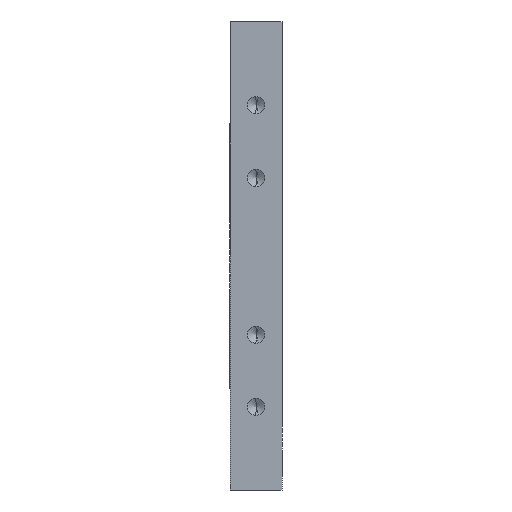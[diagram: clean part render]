
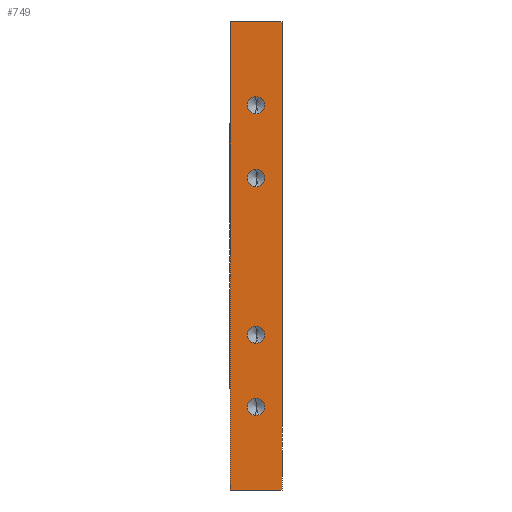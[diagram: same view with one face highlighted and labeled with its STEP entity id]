
A CAD part, left-side view. The second image highlights one B-rep face of the part: STEP entity #749.
In plain terms, the highlighted planar face has unit normal (-1, 0, 0).
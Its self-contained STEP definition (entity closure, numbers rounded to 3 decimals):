
#8 = ORIENTED_EDGE ( 'NONE', *, *, #98, .F. ) ;
#33 = ORIENTED_EDGE ( 'NONE', *, *, #481, .F. ) ;
#37 = DIRECTION ( 'NONE',  ( 0., 0., 1. ) ) ;
#66 = CARTESIAN_POINT ( 'NONE',  ( 0., 5., 45. ) ) ;
#74 = DIRECTION ( 'NONE',  ( 0., 0., 1. ) ) ;
#90 = CIRCLE ( 'NONE', #419, 1.65 ) ;
#96 = DIRECTION ( 'NONE',  ( 0., -1., 0. ) ) ;
#98 = EDGE_CURVE ( 'NONE', #411, #1311, #1102, .T. ) ;
#121 = AXIS2_PLACEMENT_3D ( 'NONE', #159, #1985, #931 ) ;
#159 = CARTESIAN_POINT ( 'NONE',  ( 0., 0., 29. ) ) ;
#182 = VECTOR ( 'NONE', #230, 1000. ) ;
#183 = DIRECTION ( 'NONE',  ( 0., 0., 1. ) ) ;
#191 = CIRCLE ( 'NONE', #754, 1.65 ) ;
#196 = DIRECTION ( 'NONE',  ( 0., 0., 1. ) ) ;
#225 = FACE_BOUND ( 'NONE', #568, .T. ) ;
#230 = DIRECTION ( 'NONE',  ( 0., 0., -1. ) ) ;
#247 = VERTEX_POINT ( 'NONE', #1455 ) ;
#283 = ORIENTED_EDGE ( 'NONE', *, *, #1564, .F. ) ;
#301 = ORIENTED_EDGE ( 'NONE', *, *, #1782, .F. ) ;
#315 = EDGE_CURVE ( 'NONE', #247, #532, #707, .T. ) ;
#325 = DIRECTION ( 'NONE',  ( 0., 0., 1. ) ) ;
#331 = LINE ( 'NONE', #1607, #182 ) ;
#339 = CARTESIAN_POINT ( 'NONE',  ( 0., 0., -16.777 ) ) ;
#349 = CARTESIAN_POINT ( 'NONE',  ( 0., 5., 35. ) ) ;
#351 = EDGE_LOOP ( 'NONE', ( #1690, #1444 ) ) ;
#396 = EDGE_CURVE ( 'NONE', #532, #247, #1795, .T. ) ;
#398 = DIRECTION ( 'NONE',  ( 0., 0., 1. ) ) ;
#404 = ORIENTED_EDGE ( 'NONE', *, *, #468, .F. ) ;
#411 = VERTEX_POINT ( 'NONE', #451 ) ;
#419 = AXIS2_PLACEMENT_3D ( 'NONE', #1938, #1036, #398 ) ;
#442 = EDGE_CURVE ( 'NONE', #1861, #411, #752, .T. ) ;
#451 = CARTESIAN_POINT ( 'NONE',  ( 0., 5., -45. ) ) ;
#455 = CARTESIAN_POINT ( 'NONE',  ( 0., 0., 16.65 ) ) ;
#468 = EDGE_CURVE ( 'NONE', #606, #541, #1026, .T. ) ;
#481 = EDGE_CURVE ( 'NONE', #522, #1189, #191, .T. ) ;
#483 = VERTEX_POINT ( 'NONE', #790 ) ;
#504 = EDGE_CURVE ( 'NONE', #541, #606, #1362, .T. ) ;
#509 = VERTEX_POINT ( 'NONE', #935 ) ;
#516 = DIRECTION ( 'NONE',  ( -1., 0., 0. ) ) ;
#522 = VERTEX_POINT ( 'NONE', #958 ) ;
#524 = DIRECTION ( 'NONE',  ( 1., 0., 0. ) ) ;
#528 = FACE_OUTER_BOUND ( 'NONE', #1053, .T. ) ;
#532 = VERTEX_POINT ( 'NONE', #1106 ) ;
#541 = VERTEX_POINT ( 'NONE', #339 ) ;
#568 = EDGE_LOOP ( 'NONE', ( #301, #611 ) ) ;
#601 = EDGE_LOOP ( 'NONE', ( #721, #33 ) ) ;
#606 = VERTEX_POINT ( 'NONE', #1294 ) ;
#611 = ORIENTED_EDGE ( 'NONE', *, *, #1437, .F. ) ;
#656 = EDGE_CURVE ( 'NONE', #1311, #509, #1325, .T. ) ;
#668 = FACE_BOUND ( 'NONE', #351, .T. ) ;
#674 = ORIENTED_EDGE ( 'NONE', *, *, #442, .F. ) ;
#684 = VECTOR ( 'NONE', #183, 1000. ) ;
#685 = DIRECTION ( 'NONE',  ( 0., 0., -1. ) ) ;
#707 = CIRCLE ( 'NONE', #121, 1.65 ) ;
#721 = ORIENTED_EDGE ( 'NONE', *, *, #1643, .F. ) ;
#727 = AXIS2_PLACEMENT_3D ( 'NONE', #1914, #1609, #74 ) ;
#748 = DIRECTION ( 'NONE',  ( -1., 0., 0. ) ) ;
#749 = ADVANCED_FACE ( 'NONE', ( #225, #1804, #1158, #668, #528 ), #1927, .F. ) ;
#752 = LINE ( 'NONE', #777, #1889 ) ;
#754 = AXIS2_PLACEMENT_3D ( 'NONE', #1119, #783, #1099 ) ;
#773 = CARTESIAN_POINT ( 'NONE',  ( 0., 5., 45. ) ) ;
#777 = CARTESIAN_POINT ( 'NONE',  ( 0., 5., -45. ) ) ;
#783 = DIRECTION ( 'NONE',  ( -1., 0., 0. ) ) ;
#790 = CARTESIAN_POINT ( 'NONE',  ( 0., 0., 13.35 ) ) ;
#810 = ORIENTED_EDGE ( 'NONE', *, *, #504, .F. ) ;
#817 = DIRECTION ( 'NONE',  ( -1., 0., 0. ) ) ;
#837 = AXIS2_PLACEMENT_3D ( 'NONE', #954, #516, #37 ) ;
#838 = AXIS2_PLACEMENT_3D ( 'NONE', #1400, #1268, #1281 ) ;
#890 = CIRCLE ( 'NONE', #727, 1.65 ) ;
#919 = EDGE_LOOP ( 'NONE', ( #404, #810 ) ) ;
#931 = DIRECTION ( 'NONE',  ( 0., 0., 1. ) ) ;
#935 = CARTESIAN_POINT ( 'NONE',  ( 0., -5., 45. ) ) ;
#948 = VERTEX_POINT ( 'NONE', #455 ) ;
#954 = CARTESIAN_POINT ( 'NONE',  ( 0., 0., 15. ) ) ;
#958 = CARTESIAN_POINT ( 'NONE',  ( 0., 0., -30.65 ) ) ;
#1011 = CARTESIAN_POINT ( 'NONE',  ( 0., -5., -45. ) ) ;
#1018 = AXIS2_PLACEMENT_3D ( 'NONE', #1462, #524, #685 ) ;
#1026 = CIRCLE ( 'NONE', #838, 1.65 ) ;
#1036 = DIRECTION ( 'NONE',  ( -1., 0., 0. ) ) ;
#1044 = AXIS2_PLACEMENT_3D ( 'NONE', #1736, #817, #196 ) ;
#1053 = EDGE_LOOP ( 'NONE', ( #8, #674, #283, #1111 ) ) ;
#1079 = CARTESIAN_POINT ( 'NONE',  ( 0., 0., -27.35 ) ) ;
#1099 = DIRECTION ( 'NONE',  ( 0., 0., 1. ) ) ;
#1102 = LINE ( 'NONE', #349, #684 ) ;
#1106 = CARTESIAN_POINT ( 'NONE',  ( 0., 0., 30.65 ) ) ;
#1111 = ORIENTED_EDGE ( 'NONE', *, *, #656, .F. ) ;
#1119 = CARTESIAN_POINT ( 'NONE',  ( 0., 0., -29. ) ) ;
#1158 = FACE_BOUND ( 'NONE', #601, .T. ) ;
#1189 = VERTEX_POINT ( 'NONE', #1079 ) ;
#1250 = DIRECTION ( 'NONE',  ( 0., 1., 0. ) ) ;
#1268 = DIRECTION ( 'NONE',  ( -1., 0., 0. ) ) ;
#1281 = DIRECTION ( 'NONE',  ( 0., 0., 1. ) ) ;
#1294 = CARTESIAN_POINT ( 'NONE',  ( 0., 0., -13.477 ) ) ;
#1311 = VERTEX_POINT ( 'NONE', #773 ) ;
#1325 = LINE ( 'NONE', #66, #1570 ) ;
#1362 = CIRCLE ( 'NONE', #1044, 1.65 ) ;
#1370 = CARTESIAN_POINT ( 'NONE',  ( 0., 0., 29. ) ) ;
#1400 = CARTESIAN_POINT ( 'NONE',  ( 0., 0., -15.127 ) ) ;
#1437 = EDGE_CURVE ( 'NONE', #483, #948, #1808, .T. ) ;
#1444 = ORIENTED_EDGE ( 'NONE', *, *, #315, .F. ) ;
#1455 = CARTESIAN_POINT ( 'NONE',  ( 0., 0., 27.35 ) ) ;
#1462 = CARTESIAN_POINT ( 'NONE',  ( 0., 0., 0. ) ) ;
#1465 = AXIS2_PLACEMENT_3D ( 'NONE', #1370, #748, #325 ) ;
#1564 = EDGE_CURVE ( 'NONE', #509, #1861, #331, .T. ) ;
#1570 = VECTOR ( 'NONE', #96, 1000. ) ;
#1607 = CARTESIAN_POINT ( 'NONE',  ( 0., -5., 35. ) ) ;
#1609 = DIRECTION ( 'NONE',  ( -1., 0., 0. ) ) ;
#1643 = EDGE_CURVE ( 'NONE', #1189, #522, #890, .T. ) ;
#1690 = ORIENTED_EDGE ( 'NONE', *, *, #396, .F. ) ;
#1736 = CARTESIAN_POINT ( 'NONE',  ( 0., 0., -15.127 ) ) ;
#1782 = EDGE_CURVE ( 'NONE', #948, #483, #90, .T. ) ;
#1795 = CIRCLE ( 'NONE', #1465, 1.65 ) ;
#1804 = FACE_BOUND ( 'NONE', #919, .T. ) ;
#1808 = CIRCLE ( 'NONE', #837, 1.65 ) ;
#1861 = VERTEX_POINT ( 'NONE', #1011 ) ;
#1889 = VECTOR ( 'NONE', #1250, 1000. ) ;
#1914 = CARTESIAN_POINT ( 'NONE',  ( 0., 0., -29. ) ) ;
#1927 = PLANE ( 'NONE',  #1018 ) ;
#1938 = CARTESIAN_POINT ( 'NONE',  ( 0., 0., 15. ) ) ;
#1985 = DIRECTION ( 'NONE',  ( -1., 0., 0. ) ) ;
